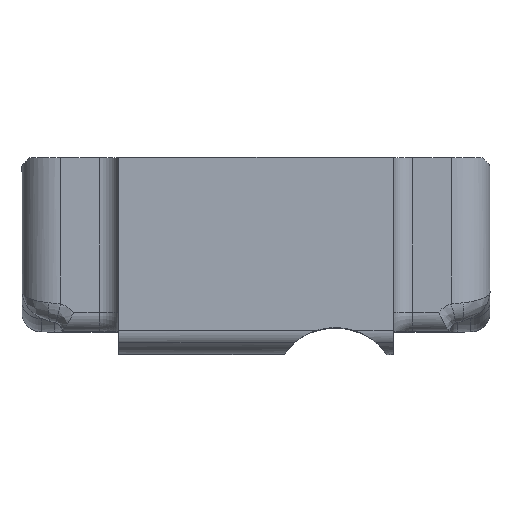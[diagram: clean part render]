
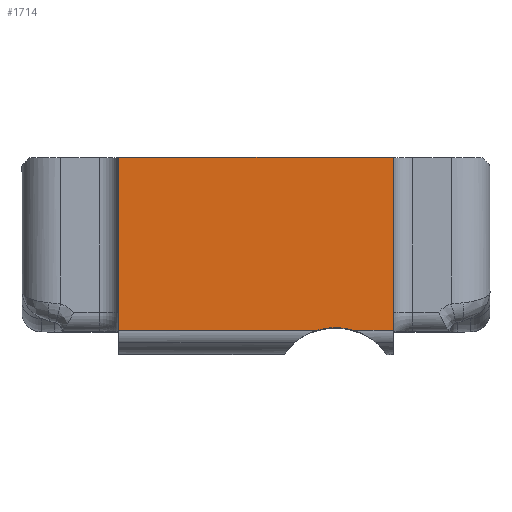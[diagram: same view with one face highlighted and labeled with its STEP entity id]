
A CAD part, top view. The second image highlights one B-rep face of the part: STEP entity #1714.
In plain terms, the highlighted planar face has unit normal (0, 0, 1).
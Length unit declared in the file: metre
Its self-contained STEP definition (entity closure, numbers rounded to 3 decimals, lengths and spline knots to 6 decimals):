
#136=LINE('',#3522,#257);
#147=LINE('',#3555,#268);
#149=LINE('',#3570,#270);
#150=LINE('',#3571,#271);
#151=LINE('',#3573,#272);
#257=VECTOR('',#2247,1.);
#268=VECTOR('',#2282,1.);
#270=VECTOR('',#2296,1.);
#271=VECTOR('',#2297,1.);
#272=VECTOR('',#2298,1.);
#393=CIRCLE('',#1889,0.0032);
#780=ORIENTED_EDGE('',*,*,#1137,.T.);
#781=ORIENTED_EDGE('',*,*,#1138,.F.);
#782=ORIENTED_EDGE('',*,*,#1131,.T.);
#783=ORIENTED_EDGE('',*,*,#1114,.F.);
#784=ORIENTED_EDGE('',*,*,#1139,.F.);
#785=ORIENTED_EDGE('',*,*,#1140,.F.);
#1114=EDGE_CURVE('',#1304,#1305,#136,.T.);
#1131=EDGE_CURVE('',#1315,#1305,#147,.T.);
#1137=EDGE_CURVE('',#1320,#1321,#393,.T.);
#1138=EDGE_CURVE('',#1315,#1321,#149,.T.);
#1139=EDGE_CURVE('',#1322,#1304,#150,.T.);
#1140=EDGE_CURVE('',#1320,#1322,#151,.T.);
#1304=VERTEX_POINT('',#3521);
#1305=VERTEX_POINT('',#3523);
#1315=VERTEX_POINT('',#3556);
#1320=VERTEX_POINT('',#3568);
#1321=VERTEX_POINT('',#3569);
#1322=VERTEX_POINT('',#3572);
#1475=EDGE_LOOP('',(#780,#781,#782,#783,#784,#785));
#1577=FACE_BOUND('',#1475,.T.);
#1628=PLANE('',#1888);
#1714=ADVANCED_FACE('',(#1577),#1628,.T.);
#1888=AXIS2_PLACEMENT_3D('',#3566,#2292,#2293);
#1889=AXIS2_PLACEMENT_3D('',#3567,#2294,#2295);
#2247=DIRECTION('',(1.,0.,0.));
#2282=DIRECTION('',(0.,1.,0.));
#2292=DIRECTION('',(0.,0.,1.));
#2293=DIRECTION('',(0.,1.,0.));
#2294=DIRECTION('',(0.,0.,-1.));
#2295=DIRECTION('',(-1.,0.,0.));
#2296=DIRECTION('',(-1.,0.,0.));
#2297=DIRECTION('',(0.,1.,0.));
#2298=DIRECTION('',(-1.,0.,0.));
#3521=CARTESIAN_POINT('',(0.01291,-0.06623,-0.024484));
#3522=CARTESIAN_POINT('',(0.03211,-0.06623,-0.024484));
#3523=CARTESIAN_POINT('',(0.02711,-0.06623,-0.024484));
#3555=CARTESIAN_POINT('',(0.02711,-0.07073,-0.024484));
#3556=CARTESIAN_POINT('',(0.02711,-0.075159,-0.024484));
#3566=CARTESIAN_POINT('',(0.03211,-0.07523,-0.024484));
#3567=CARTESIAN_POINT('',(0.02411,-0.07823,-0.024484));
#3568=CARTESIAN_POINT('',(0.02321,-0.075159,-0.024484));
#3569=CARTESIAN_POINT('',(0.02501,-0.075159,-0.024484));
#3570=CARTESIAN_POINT('',(0.02711,-0.075159,-0.024484));
#3571=CARTESIAN_POINT('',(0.01291,-0.07073,-0.024484));
#3572=CARTESIAN_POINT('',(0.01291,-0.075159,-0.024484));
#3573=CARTESIAN_POINT('',(0.02711,-0.075159,-0.024484));
